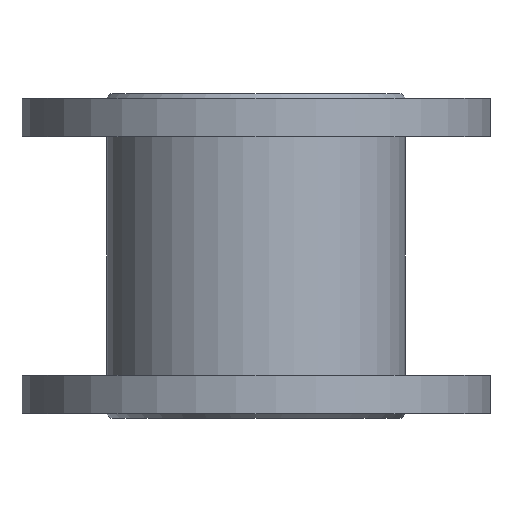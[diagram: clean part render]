
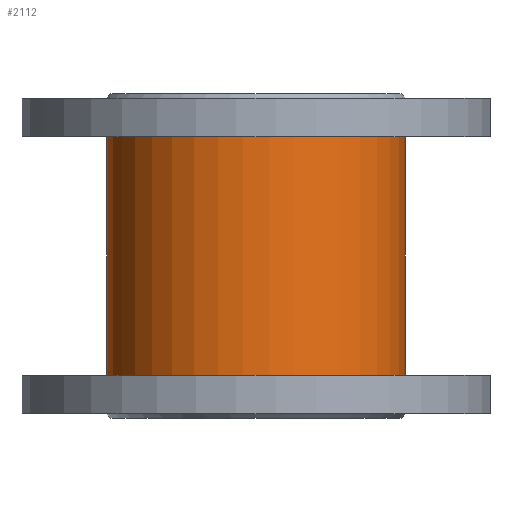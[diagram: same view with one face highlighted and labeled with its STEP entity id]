
A CAD part, front view. The second image highlights one B-rep face of the part: STEP entity #2112.
In plain terms, the highlighted cylindrical face has radius 70 mm (diameter 140 mm), a partial arc.
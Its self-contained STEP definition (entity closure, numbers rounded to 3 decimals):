
#64=CIRCLE('',#2261,70.);
#73=CIRCLE('',#2271,70.);
#153=CYLINDRICAL_SURFACE('',#2297,70.);
#418=ORIENTED_EDGE('',*,*,#936,.F.);
#419=ORIENTED_EDGE('',*,*,#902,.F.);
#420=ORIENTED_EDGE('',*,*,#937,.F.);
#421=ORIENTED_EDGE('',*,*,#891,.T.);
#891=EDGE_CURVE('',#1145,#1144,#64,.T.);
#902=EDGE_CURVE('',#1154,#1155,#73,.T.);
#936=EDGE_CURVE('',#1155,#1144,#1373,.F.);
#937=EDGE_CURVE('',#1145,#1154,#1374,.T.);
#1144=VERTEX_POINT('',#3338);
#1145=VERTEX_POINT('',#3340);
#1154=VERTEX_POINT('',#3361);
#1155=VERTEX_POINT('',#3362);
#1373=LINE('',#3425,#1545);
#1374=LINE('',#3426,#1546);
#1545=VECTOR('',#2745,1000.);
#1546=VECTOR('',#2746,1000.);
#1656=EDGE_LOOP('',(#418,#419,#420,#421));
#1872=FACE_BOUND('',#1656,.T.);
#2112=ADVANCED_FACE('',(#1872),#153,.T.);
#2261=AXIS2_PLACEMENT_3D('',#3339,#2657,#2658);
#2271=AXIS2_PLACEMENT_3D('',#3360,#2679,#2680);
#2297=AXIS2_PLACEMENT_3D('',#3424,#2743,#2744);
#2657=DIRECTION('',(0.,0.,-1.));
#2658=DIRECTION('',(-1.,0.,0.));
#2679=DIRECTION('',(0.,0.,-1.));
#2680=DIRECTION('',(-1.,0.,0.));
#2743=DIRECTION('',(0.,0.,-1.));
#2744=DIRECTION('',(-1.,0.,0.));
#2745=DIRECTION('',(0.,0.,-1.));
#2746=DIRECTION('',(0.,0.,-1.));
#3338=CARTESIAN_POINT('',(-21.5,66.616,56.));
#3339=CARTESIAN_POINT('',(0.,0.,56.));
#3340=CARTESIAN_POINT('',(21.5,66.616,56.));
#3360=CARTESIAN_POINT('',(0.,0.,-56.));
#3361=CARTESIAN_POINT('',(21.5,66.616,-56.));
#3362=CARTESIAN_POINT('',(-21.5,66.616,-56.));
#3424=CARTESIAN_POINT('',(0.,0.,-76.));
#3425=CARTESIAN_POINT('',(-21.5,66.616,-76.));
#3426=CARTESIAN_POINT('',(21.5,66.616,-76.));
